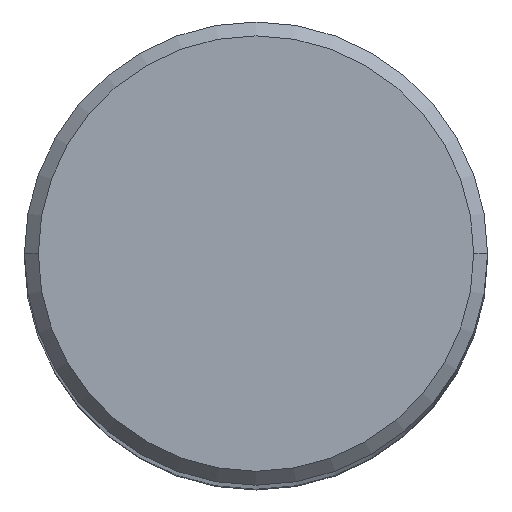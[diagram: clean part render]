
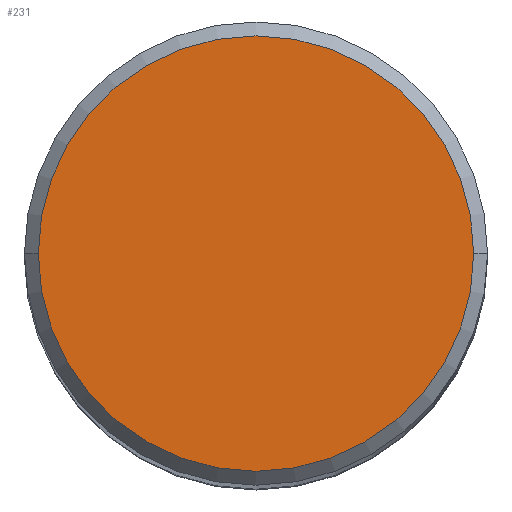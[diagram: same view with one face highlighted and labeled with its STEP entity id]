
A CAD part, top view. The second image highlights one B-rep face of the part: STEP entity #231.
In plain terms, the highlighted planar face has unit normal (0, 0, 1).
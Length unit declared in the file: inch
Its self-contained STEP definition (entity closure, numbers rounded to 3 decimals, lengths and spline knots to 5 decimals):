
#1 = DIRECTION ( 'NONE',  ( 1., 0., 0. ) ) ;
#13 = FACE_OUTER_BOUND ( 'NONE', #125, .T. ) ;
#21 = CARTESIAN_POINT ( 'NONE',  ( -0.235, 0., 3. ) ) ;
#44 = PLANE ( 'NONE',  #285 ) ;
#94 = CIRCLE ( 'NONE', #279, 0.235 ) ;
#104 = DIRECTION ( 'NONE',  ( 1., 0., 0. ) ) ;
#125 = EDGE_LOOP ( 'NONE', ( #305, #302 ) ) ;
#129 = DIRECTION ( 'NONE',  ( 0., 0., 1. ) ) ;
#135 = EDGE_CURVE ( 'NONE', #393, #246, #384, .T. ) ;
#159 = CARTESIAN_POINT ( 'NONE',  ( 0., 0., 3. ) ) ;
#183 = EDGE_CURVE ( 'NONE', #246, #393, #94, .T. ) ;
#231 = ADVANCED_FACE ( 'NONE', ( #13 ), #44, .T. ) ;
#246 = VERTEX_POINT ( 'NONE', #322 ) ;
#247 = DIRECTION ( 'NONE',  ( 1., 0., 0. ) ) ;
#265 = AXIS2_PLACEMENT_3D ( 'NONE', #275, #398, #247 ) ;
#275 = CARTESIAN_POINT ( 'NONE',  ( 0., 0., 3. ) ) ;
#279 = AXIS2_PLACEMENT_3D ( 'NONE', #159, #284, #1 ) ;
#284 = DIRECTION ( 'NONE',  ( 0., 0., 1. ) ) ;
#285 = AXIS2_PLACEMENT_3D ( 'NONE', #287, #129, #104 ) ;
#287 = CARTESIAN_POINT ( 'NONE',  ( 0., 0., 3. ) ) ;
#302 = ORIENTED_EDGE ( 'NONE', *, *, #183, .T. ) ;
#305 = ORIENTED_EDGE ( 'NONE', *, *, #135, .T. ) ;
#322 = CARTESIAN_POINT ( 'NONE',  ( 0.235, 0., 3. ) ) ;
#384 = CIRCLE ( 'NONE', #265, 0.235 ) ;
#393 = VERTEX_POINT ( 'NONE', #21 ) ;
#398 = DIRECTION ( 'NONE',  ( 0., 0., 1. ) ) ;
